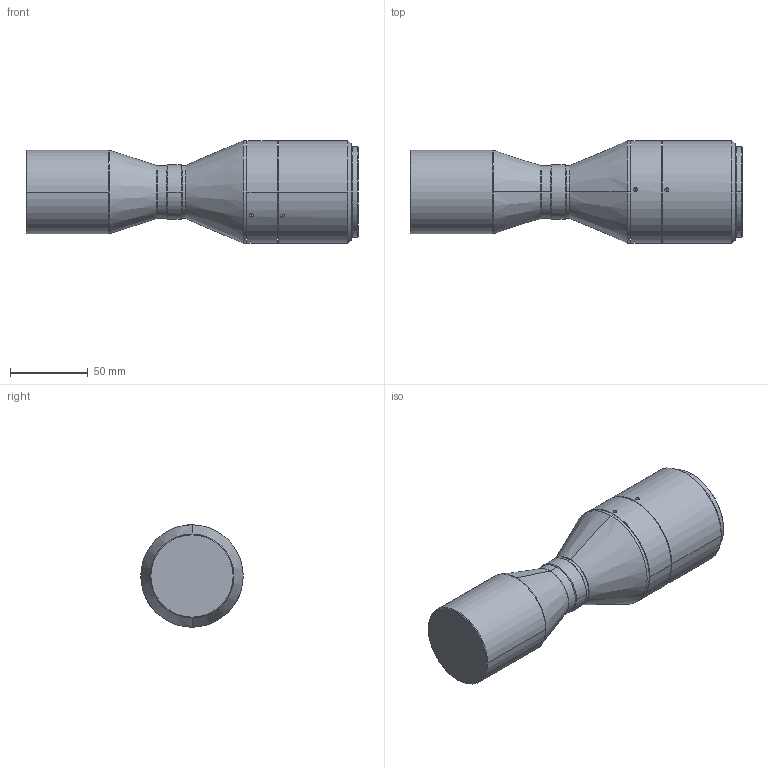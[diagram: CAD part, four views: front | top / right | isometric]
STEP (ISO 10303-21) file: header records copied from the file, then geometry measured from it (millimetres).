
FILE_DESCRIPTION (( 'STEP AP203' ), '1' );
FILE_NAME ('DTCM175-36-M58-AL.STEP', '2019-11-14T07:44:31', ( 'Windows 蚚誧' ), ( '' ), 'SwSTEP 2.0', 'SolidWorks 2017', '' );
FILE_SCHEMA (( 'CONFIG_CONTROL_DESIGN' ));
Length unit declared in the file: millimetre
Products named in the file (1): DTCM175-36-M58-AL
Bounding box: 213.8 x 66 x 66 mm (x, y, z)
Volume: 510916.1 mm3; surface area: 46037 mm2
Topology: 1 solids, 1 shells, 74 faces, 168 edges, 96 vertices
Faces by surface type: cylinder 34, cone 26, plane 8, bspline 6
Entity records: 2309 total; most frequent: CARTESIAN_POINT 639, DIRECTION 354, ORIENTED_EDGE 312, EDGE_CURVE 156, AXIS2_PLACEMENT_3D 147, VERTEX_POINT 96, EDGE_LOOP 86, CIRCLE 78
